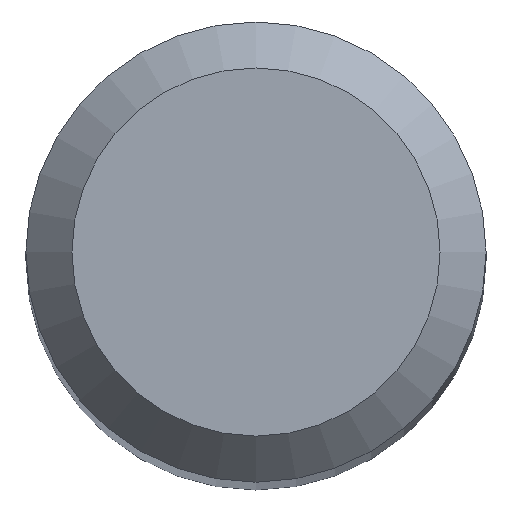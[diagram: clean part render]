
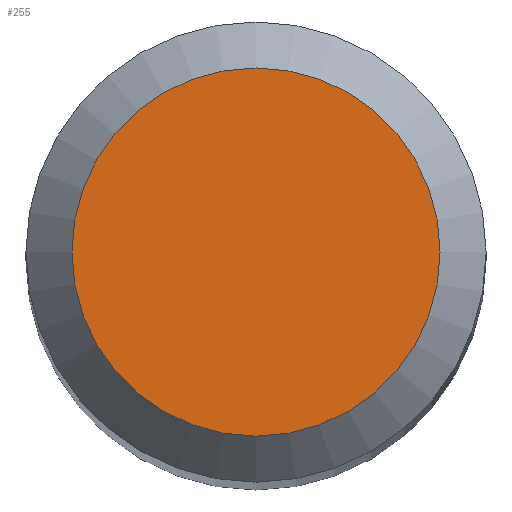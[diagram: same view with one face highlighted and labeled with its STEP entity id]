
A CAD part, top view. The second image highlights one B-rep face of the part: STEP entity #255.
In plain terms, the highlighted planar face has unit normal (0, 0, 1).
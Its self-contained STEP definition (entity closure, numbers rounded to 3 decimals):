
#41 = ORIENTED_EDGE ( 'NONE', *, *, #165, .F. ) ;
#98 = CARTESIAN_POINT ( 'NONE',  ( 0., 0., 38. ) ) ;
#99 = CIRCLE ( 'NONE', #108, 1.2 ) ;
#100 = EDGE_LOOP ( 'NONE', ( #41 ) ) ;
#107 = DIRECTION ( 'NONE',  ( 0., 1., 0. ) ) ;
#108 = AXIS2_PLACEMENT_3D ( 'NONE', #261, #174, #107 ) ;
#139 = FACE_OUTER_BOUND ( 'NONE', #100, .T. ) ;
#158 = CARTESIAN_POINT ( 'NONE',  ( 0., 1.2, 38. ) ) ;
#165 = EDGE_CURVE ( 'NONE', #262, #262, #99, .T. ) ;
#174 = DIRECTION ( 'NONE',  ( 0., 0., -1. ) ) ;
#178 = AXIS2_PLACEMENT_3D ( 'NONE', #98, #223, #180 ) ;
#180 = DIRECTION ( 'NONE',  ( 0., 1., 0. ) ) ;
#223 = DIRECTION ( 'NONE',  ( 0., 0., -1. ) ) ;
#245 = PLANE ( 'NONE',  #178 ) ;
#255 = ADVANCED_FACE ( 'NONE', ( #139 ), #245, .F. ) ;
#261 = CARTESIAN_POINT ( 'NONE',  ( 0., 0., 38. ) ) ;
#262 = VERTEX_POINT ( 'NONE', #158 ) ;
